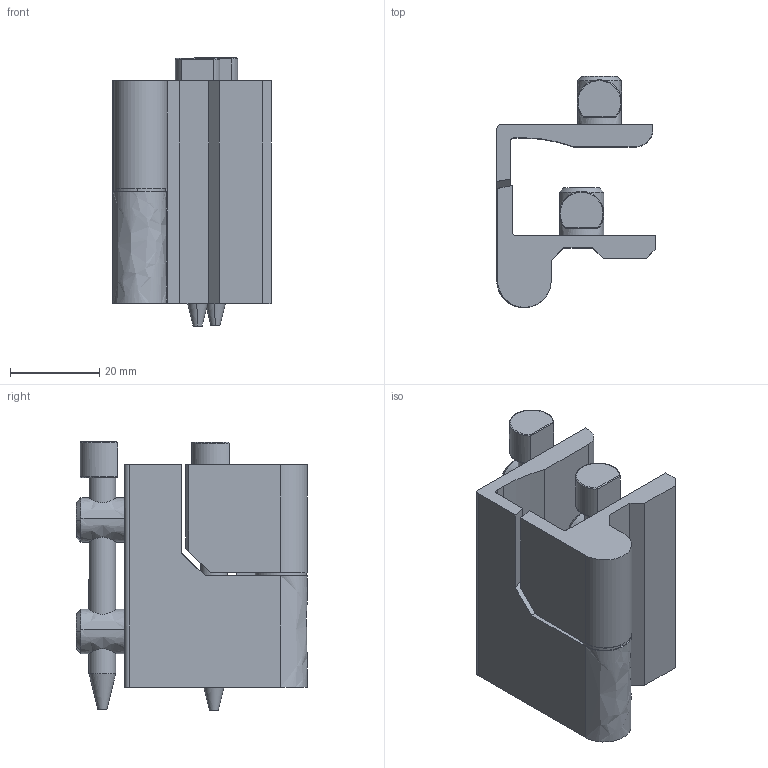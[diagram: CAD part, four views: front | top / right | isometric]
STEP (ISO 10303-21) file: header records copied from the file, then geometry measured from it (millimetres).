
FILE_DESCRIPTION((''),'2;1');
FILE_NAME('','2006-11-29T15:23:38',(''),(''),'','CADfix','');
FILE_SCHEMA(('AUTOMOTIVE_DESIGN'));
Length unit declared in the file: millimetre
Products named in the file (7): pin_mr-1; washer_mr; shaft_mr; pin_mr; hinge pieces_B_mr; hinge pieces_A_mr; TEH_1110_U71_9296_36
Assembly tree (6 placements, depth 2):
  TEH_1110_U71_9296_36
    pin_mr-1
    washer_mr
    shaft_mr
    pin_mr
    hinge pieces_B_mr
    hinge pieces_A_mr
Bounding box: 35.5 x 51.8 x 60.1 mm (x, y, z)
Volume: 29294.9 mm3; surface area: 18382.5 mm2
Topology: 6 solids, 6 shells, 126 faces, 382 edges, 278 vertices
Faces by surface type: bspline 126
Entity records: 5827 total; most frequent: CARTESIAN_POINT 3536, ORIENTED_EDGE 764, EDGE_CURVE 382, VERTEX_POINT 278, QUASI_UNIFORM_CURVE 161, EDGE_LOOP 146, FACE_OUTER_BOUND 126, ADVANCED_FACE 126
